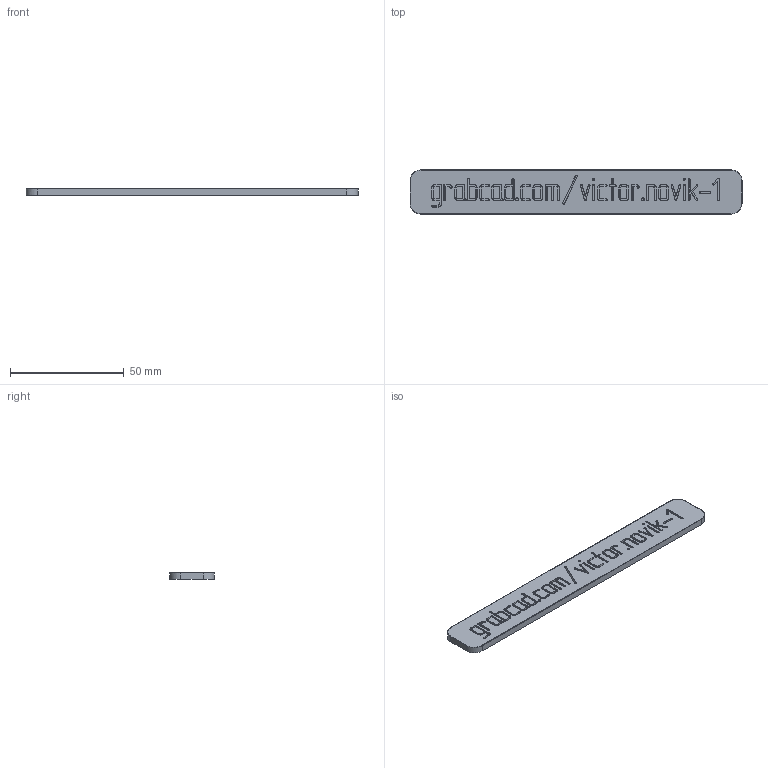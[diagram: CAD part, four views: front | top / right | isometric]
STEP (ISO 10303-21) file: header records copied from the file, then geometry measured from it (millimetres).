
FILE_DESCRIPTION(('FreeCAD Model'),'2;1');
FILE_NAME('Open CASCADE Shape Model','2025-04-29T17:32:45',('FreeCAD'),( 'FreeCAD'),'Open CASCADE STEP processor 7.6','FreeCAD','Unknown');
FILE_SCHEMA(('AUTOMOTIVE_DESIGN { 1 0 10303 214 1 1 1 1 }'));
Products named in the file (1): Open CASCADE STEP translator 7.6 1
Bounding box: 145.98 x 19.46 x 2.92 mm (x, y, z)
Volume: 7750.9 mm3; surface area: 7975.5 mm2
Topology: 1 solids, 1 shells, 1008 faces, 2465 edges, 1495 vertices
Faces by surface type: bspline 1008
Entity records: 79022 total; most frequent: CARTESIAN_POINT 64053, ORIENTED_EDGE 4930, EDGE_CURVE 2465, B_SPLINE_CURVE_WITH_KNOTS 2093, VERTEX_POINT 1495, FACE_BOUND 1044, EDGE_LOOP 1044, ADVANCED_FACE 1008
